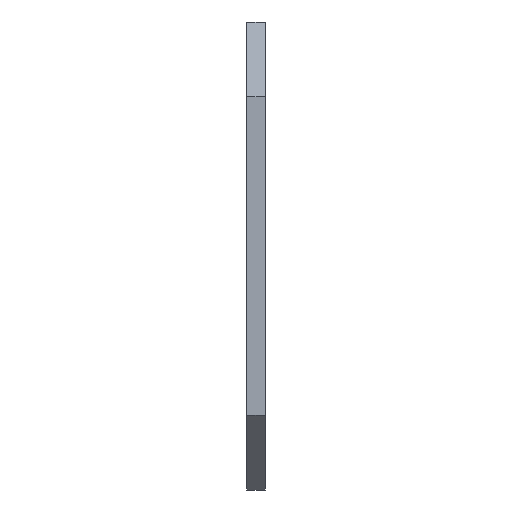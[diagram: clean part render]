
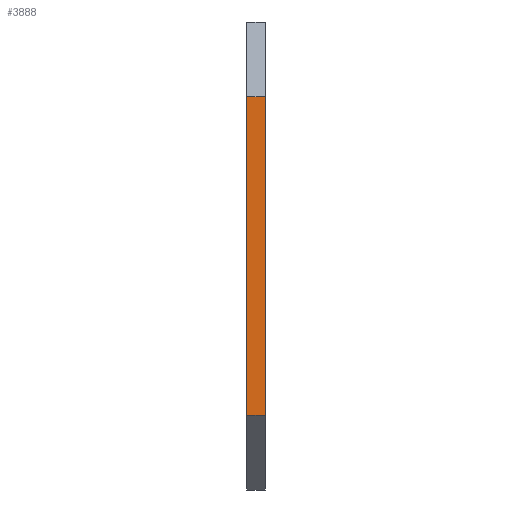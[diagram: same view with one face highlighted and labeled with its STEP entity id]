
A CAD part, left-side view. The second image highlights one B-rep face of the part: STEP entity #3888.
In plain terms, the highlighted planar face has unit normal (-1, 0, 0).
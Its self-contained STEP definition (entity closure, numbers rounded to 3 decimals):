
#400=FACE_OUTER_BOUND('',#628,.T.);
#628=EDGE_LOOP('',(#3211,#3212,#3213,#3214));
#1128=LINE('',#6145,#1568);
#1131=LINE('',#6151,#1571);
#1132=LINE('',#6153,#1572);
#1133=LINE('',#6154,#1573);
#1568=VECTOR('',#5030,10.);
#1571=VECTOR('',#5035,10.);
#1572=VECTOR('',#5036,10.);
#1573=VECTOR('',#5037,10.);
#1908=VERTEX_POINT('',#6142);
#1909=VERTEX_POINT('',#6144);
#1911=VERTEX_POINT('',#6150);
#1912=VERTEX_POINT('',#6152);
#2400=EDGE_CURVE('',#1908,#1909,#1128,.T.);
#2403=EDGE_CURVE('',#1911,#1908,#1131,.T.);
#2404=EDGE_CURVE('',#1912,#1911,#1132,.T.);
#2405=EDGE_CURVE('',#1909,#1912,#1133,.T.);
#3211=ORIENTED_EDGE('',*,*,#2400,.F.);
#3212=ORIENTED_EDGE('',*,*,#2403,.F.);
#3213=ORIENTED_EDGE('',*,*,#2404,.F.);
#3214=ORIENTED_EDGE('',*,*,#2405,.F.);
#3704=PLANE('',#4150);
#3888=ADVANCED_FACE('',(#400),#3704,.T.);
#4150=AXIS2_PLACEMENT_3D('',#6149,#5033,#5034);
#5030=DIRECTION('',(0.,1.,0.));
#5033=DIRECTION('center_axis',(-1.,0.,0.));
#5034=DIRECTION('ref_axis',(0.,0.,1.));
#5035=DIRECTION('',(0.,0.,-1.));
#5036=DIRECTION('',(0.,-1.,0.));
#5037=DIRECTION('',(0.,0.,1.));
#6142=CARTESIAN_POINT('',(-125.,51.,-85.));
#6144=CARTESIAN_POINT('',(-125.,61.,-85.));
#6145=CARTESIAN_POINT('',(-125.,51.,-85.));
#6149=CARTESIAN_POINT('Origin',(-125.,51.,-110.));
#6150=CARTESIAN_POINT('',(-125.,51.,85.));
#6151=CARTESIAN_POINT('',(-125.,51.,110.));
#6152=CARTESIAN_POINT('',(-125.,61.,85.));
#6153=CARTESIAN_POINT('',(-125.,51.,85.));
#6154=CARTESIAN_POINT('',(-125.,61.,110.));
